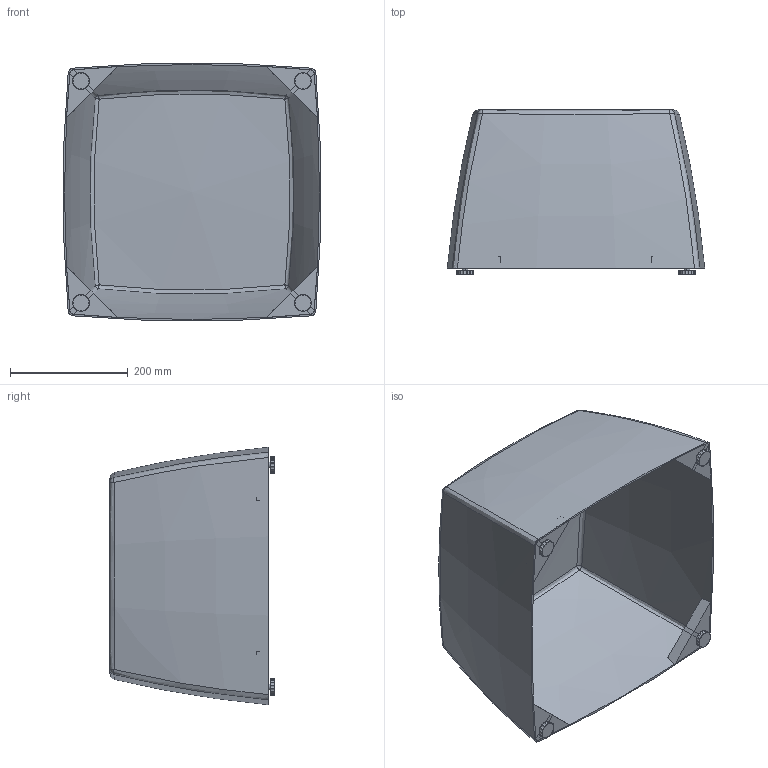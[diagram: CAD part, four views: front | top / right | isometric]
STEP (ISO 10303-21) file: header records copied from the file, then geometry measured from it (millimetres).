
FILE_DESCRIPTION (( 'STEP AP214' ), '1' );
FILE_NAME ('P008 STEP.STEP', '2021-05-12T09:23:08', ( '' ), ( '' ), 'SwSTEP 2.0', 'SolidWorks 2020', '' );
FILE_SCHEMA (( 'AUTOMOTIVE_DESIGN' ));
Length unit declared in the file: millimetre
Products named in the file (3): Stelvoet DUPO Ø29 M10x19; Pouf_Domyslna; P008 STEP
Assembly tree (5 placements, depth 2):
  P008 STEP
    Pouf_Domyslna
    Stelvoet DUPO Ø29 M10x19  x4
Bounding box: 437.95 x 280.26 x 437.95 mm (x, y, z)
Volume: 1841004.3 mm3; surface area: 1092151.7 mm2
Topology: 5 solids, 5 shells, 278 faces, 728 edges, 456 vertices
Faces by surface type: cylinder 156, bspline 62, plane 44, sphere 16
Entity records: 9504 total; most frequent: CARTESIAN_POINT 5695, ORIENTED_EDGE 790, DIRECTION 553, EDGE_CURVE 395, VERTEX_POINT 234, AXIS2_PLACEMENT_3D 234, B_SPLINE_CURVE_WITH_KNOTS 164, EDGE_LOOP 159
